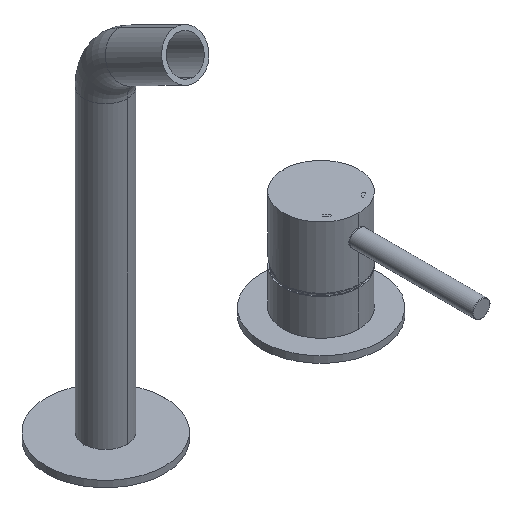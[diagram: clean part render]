
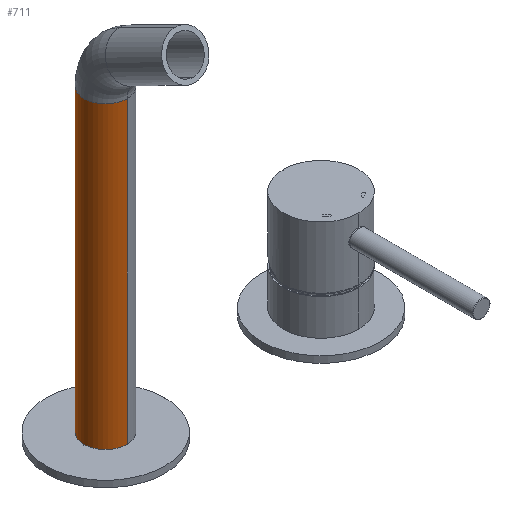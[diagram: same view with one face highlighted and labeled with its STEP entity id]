
A CAD part, isometric view. The second image highlights one B-rep face of the part: STEP entity #711.
In plain terms, the highlighted cylindrical face has radius 10 mm (diameter 20 mm), a partial arc.
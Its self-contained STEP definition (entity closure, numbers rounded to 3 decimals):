
#10 = DIRECTION ( 'NONE',  ( 0., 0., 1. ) ) ;
#42 = DIRECTION ( 'NONE',  ( 1., 0., 0. ) ) ;
#51 = DIRECTION ( 'NONE',  ( 0., -1., 0. ) ) ;
#62 = CARTESIAN_POINT ( 'NONE',  ( 0., 0., 0. ) ) ;
#154 = VERTEX_POINT ( 'NONE', #2103 ) ;
#209 = CARTESIAN_POINT ( 'NONE',  ( 0., 10., 138.892 ) ) ;
#328 = AXIS2_PLACEMENT_3D ( 'NONE', #1955, #910, #1298 ) ;
#372 = ORIENTED_EDGE ( 'NONE', *, *, #406, .T. ) ;
#406 = EDGE_CURVE ( 'NONE', #985, #154, #1357, .T. ) ;
#428 = CYLINDRICAL_SURFACE ( 'NONE', #2036, 10. ) ;
#443 = VECTOR ( 'NONE', #2256, 1000. ) ;
#451 = VERTEX_POINT ( 'NONE', #2286 ) ;
#500 = ORIENTED_EDGE ( 'NONE', *, *, #1891, .T. ) ;
#510 = CARTESIAN_POINT ( 'NONE',  ( 0., -10., 0. ) ) ;
#681 = CARTESIAN_POINT ( 'NONE',  ( 0., 10., 0. ) ) ;
#711 = ADVANCED_FACE ( 'NONE', ( #1584 ), #428, .T. ) ;
#842 = AXIS2_PLACEMENT_3D ( 'NONE', #1526, #10, #42 ) ;
#910 = DIRECTION ( 'NONE',  ( 0., 0., 1. ) ) ;
#985 = VERTEX_POINT ( 'NONE', #2435 ) ;
#1281 = CIRCLE ( 'NONE', #842, 10. ) ;
#1298 = DIRECTION ( 'NONE',  ( 1., 0., 0. ) ) ;
#1328 = EDGE_LOOP ( 'NONE', ( #1696, #372, #500, #2225 ) ) ;
#1357 = CIRCLE ( 'NONE', #328, 10. ) ;
#1441 = DIRECTION ( 'NONE',  ( 0., 0., 1. ) ) ;
#1526 = CARTESIAN_POINT ( 'NONE',  ( 0., 0., 138.892 ) ) ;
#1558 = EDGE_CURVE ( 'NONE', #985, #2068, #2395, .T. ) ;
#1584 = FACE_OUTER_BOUND ( 'NONE', #1328, .T. ) ;
#1696 = ORIENTED_EDGE ( 'NONE', *, *, #1558, .F. ) ;
#1742 = DIRECTION ( 'NONE',  ( 0., 0., 1. ) ) ;
#1891 = EDGE_CURVE ( 'NONE', #154, #451, #2102, .T. ) ;
#1903 = VECTOR ( 'NONE', #1441, 1000. ) ;
#1955 = CARTESIAN_POINT ( 'NONE',  ( 0., 0., 0. ) ) ;
#2036 = AXIS2_PLACEMENT_3D ( 'NONE', #62, #1742, #51 ) ;
#2068 = VERTEX_POINT ( 'NONE', #209 ) ;
#2102 = LINE ( 'NONE', #510, #443 ) ;
#2103 = CARTESIAN_POINT ( 'NONE',  ( 0., -10., 0. ) ) ;
#2116 = EDGE_CURVE ( 'NONE', #2068, #451, #1281, .T. ) ;
#2225 = ORIENTED_EDGE ( 'NONE', *, *, #2116, .F. ) ;
#2256 = DIRECTION ( 'NONE',  ( 0., 0., 1. ) ) ;
#2286 = CARTESIAN_POINT ( 'NONE',  ( 0., -10., 138.892 ) ) ;
#2395 = LINE ( 'NONE', #681, #1903 ) ;
#2435 = CARTESIAN_POINT ( 'NONE',  ( 0., 10., 0. ) ) ;
